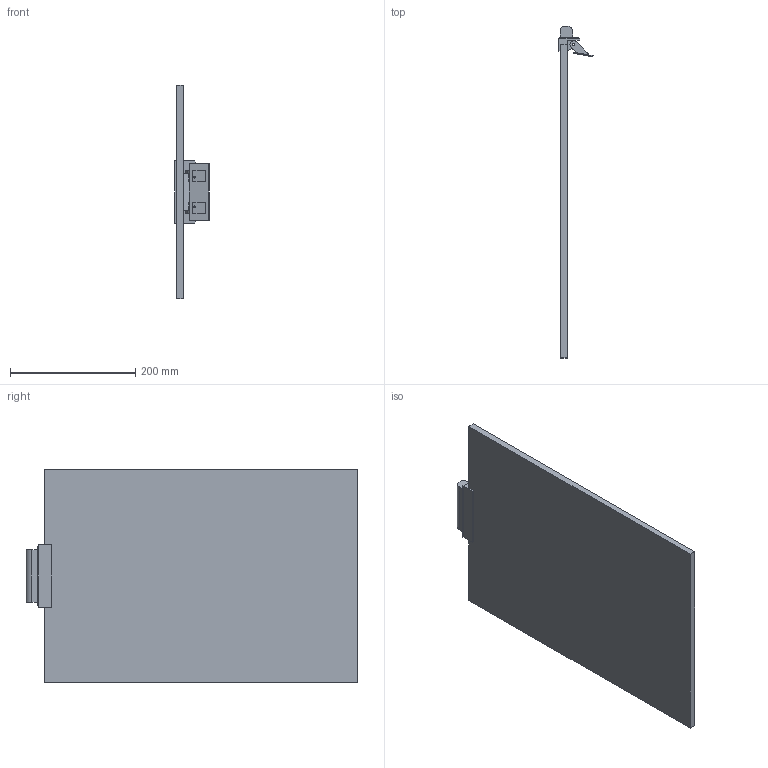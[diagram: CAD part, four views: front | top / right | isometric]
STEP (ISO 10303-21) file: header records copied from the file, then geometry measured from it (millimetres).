
FILE_DESCRIPTION(/* description */ (''),/* implementation_level */ '2;1');
FILE_NAME(/* name */ 'PhotoFrameRGB Light v2.step',/* time_stamp */ '2023-04-23T16:10:08+05:30',/* author */ (''),/* organization */ (''),/* preprocessor_version */ 'ST-DEVELOPER v19.2',/* originating_system */ 'Autodesk Translation Framework v12.4.0.73',/* authorisation */ '');
FILE_SCHEMA (('AUTOMOTIVE_DESIGN { 1 0 10303 214 3 1 1 }'));
Length unit declared in the file: millimetre
Products named in the file (6): PhotoFrameRGB Light; Frame Mount; Battery PCB; Photo Frame; LED PCB Holder; LED PCB
Assembly tree (5 placements, depth 2):
  PhotoFrameRGB Light
    Frame Mount
    Battery PCB
    Photo Frame
    LED PCB Holder
    LED PCB
Bounding box: 54.41 x 529.5 x 340 mm (x, y, z)
Volume: 1114796.1 mm3; surface area: 397587.8 mm2
Topology: 6 solids, 6 shells, 84 faces, 202 edges, 134 vertices
Faces by surface type: plane 68, cylinder 16
Full cylindrical faces by diameter (mm): 2 x2, 2.5 x4, 3 x2, 4 x2, 5.5 x1
Entity records: 2638 total; most frequent: CARTESIAN_POINT 431, DIRECTION 424, ORIENTED_EDGE 404, EDGE_CURVE 202, LINE 170, VECTOR 170, VERTEX_POINT 134, AXIS2_PLACEMENT_3D 127
